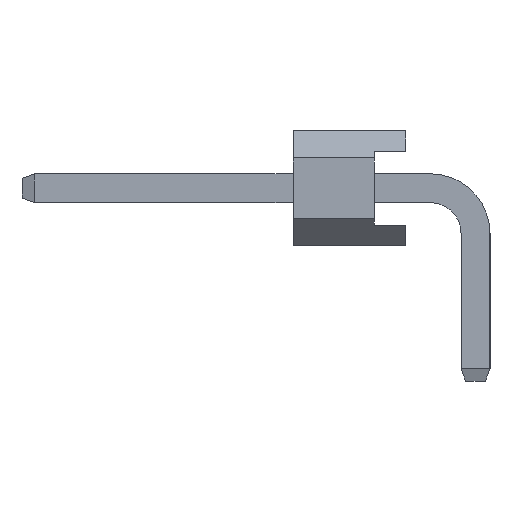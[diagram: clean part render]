
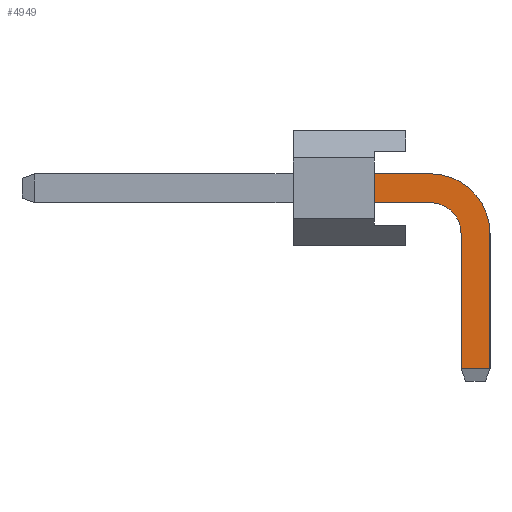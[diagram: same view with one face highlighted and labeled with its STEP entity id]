
A CAD part, left-side view. The second image highlights one B-rep face of the part: STEP entity #4949.
In plain terms, the highlighted planar face has unit normal (-1, 0, 0).
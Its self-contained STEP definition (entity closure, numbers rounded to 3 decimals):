
#4949=ADVANCED_FACE('',(#13825),#13827,.T.);
#13825=FACE_BOUND('',#13826,.T.);
#13826=EDGE_LOOP('',(#21049,#21050,#21051,#21052,#21053,#21054,#21055,#21056));
#13827=PLANE('',#13828);
#13828=AXIS2_PLACEMENT_3D('',#13829,#13830,#13831);
#13829=CARTESIAN_POINT('',(-0.32,0.32,-3.));
#13830=DIRECTION('',(-1.,0.,0.));
#13831=DIRECTION('',(0.,-1.,0.));
#21049=ORIENTED_EDGE('',*,*,#25347,.T.);
#21050=ORIENTED_EDGE('',*,*,#25348,.T.);
#21051=ORIENTED_EDGE('',*,*,#25349,.T.);
#21052=ORIENTED_EDGE('',*,*,#25350,.T.);
#21053=ORIENTED_EDGE('',*,*,#23929,.T.);
#21054=ORIENTED_EDGE('',*,*,#25351,.F.);
#21055=ORIENTED_EDGE('',*,*,#25352,.F.);
#21056=ORIENTED_EDGE('',*,*,#25353,.F.);
#23929=EDGE_CURVE('',#27403,#27404,#27405,.T.);
#25347=EDGE_CURVE('',#29629,#29630,#29631,.T.);
#25348=EDGE_CURVE('',#29630,#29632,#29633,.T.);
#25349=EDGE_CURVE('',#29632,#29634,#29635,.T.);
#25350=EDGE_CURVE('',#29634,#27403,#29636,.T.);
#25351=EDGE_CURVE('',#29637,#27404,#29638,.T.);
#25352=EDGE_CURVE('',#29639,#29637,#29640,.T.);
#25353=EDGE_CURVE('',#29629,#29639,#29641,.T.);
#27403=VERTEX_POINT('',#33329);
#27404=VERTEX_POINT('',#33330);
#27405=LINE('',#33331,#33332);
#29629=VERTEX_POINT('',#38523);
#29630=VERTEX_POINT('',#38524);
#29631=LINE('',#38525,#38526);
#29632=VERTEX_POINT('',#38528);
#29633=LINE('',#38529,#38530);
#29634=VERTEX_POINT('',#38532);
#29635=CIRCLE('',#38533,1.32);
#29636=LINE('',#38537,#38538);
#29637=VERTEX_POINT('',#38540);
#29638=LINE('',#38541,#38542);
#29639=VERTEX_POINT('',#38544);
#29640=CIRCLE('',#38545,0.68);
#29641=LINE('',#38549,#38550);
#33329=CARTESIAN_POINT('',(-0.32,2.24,1.59));
#33330=CARTESIAN_POINT('',(-0.32,2.24,0.95));
#33331=CARTESIAN_POINT('',(-0.32,2.24,1.59));
#33332=VECTOR('',#33333,1.);
#33333=DIRECTION('',(0.,0.,-1.));
#38523=CARTESIAN_POINT('',(-0.32,0.32,-2.725));
#38524=CARTESIAN_POINT('',(-0.32,-0.32,-2.725));
#38525=CARTESIAN_POINT('',(-0.32,0.32,-2.725));
#38526=VECTOR('',#38527,1.);
#38527=DIRECTION('',(0.,-1.,0.));
#38528=CARTESIAN_POINT('',(-0.32,-0.32,0.27));
#38529=CARTESIAN_POINT('',(-0.32,-0.32,-2.725));
#38530=VECTOR('',#38531,1.);
#38531=DIRECTION('',(0.,0.,1.));
#38532=CARTESIAN_POINT('',(-0.32,1.,1.59));
#38533=AXIS2_PLACEMENT_3D('',#38534,#38535,#38536);
#38534=CARTESIAN_POINT('',(-0.32,1.,0.27));
#38535=DIRECTION('',(-1.,-0.,0.));
#38536=DIRECTION('',(0.,-1.,0.));
#38537=CARTESIAN_POINT('',(-0.32,1.,1.59));
#38538=VECTOR('',#38539,1.);
#38539=DIRECTION('',(0.,1.,0.));
#38540=CARTESIAN_POINT('',(-0.32,1.,0.95));
#38541=CARTESIAN_POINT('',(-0.32,1.,0.95));
#38542=VECTOR('',#38543,1.);
#38543=DIRECTION('',(0.,1.,0.));
#38544=CARTESIAN_POINT('',(-0.32,0.32,0.27));
#38545=AXIS2_PLACEMENT_3D('',#38546,#38547,#38548);
#38546=CARTESIAN_POINT('',(-0.32,1.,0.27));
#38547=DIRECTION('',(-1.,-0.,0.));
#38548=DIRECTION('',(0.,-1.,0.));
#38549=CARTESIAN_POINT('',(-0.32,0.32,-2.725));
#38550=VECTOR('',#38551,1.);
#38551=DIRECTION('',(0.,0.,1.));
